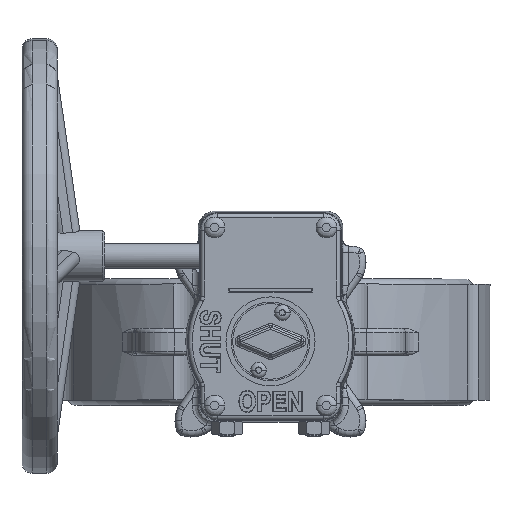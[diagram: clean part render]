
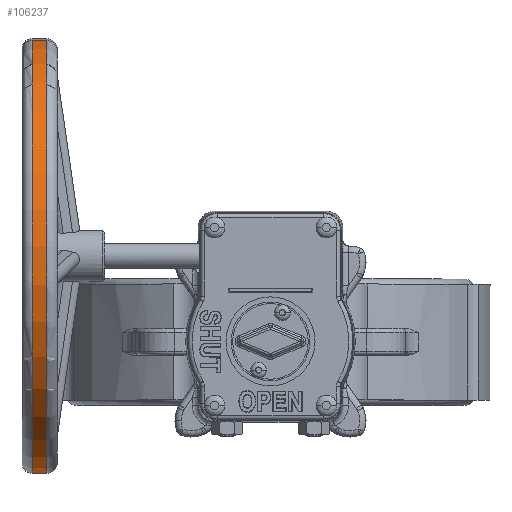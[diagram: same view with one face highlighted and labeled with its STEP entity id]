
A CAD part, top view. The second image highlights one B-rep face of the part: STEP entity #106237.
In plain terms, the highlighted cylindrical face has radius 105 mm (diameter 210 mm), a partial arc.
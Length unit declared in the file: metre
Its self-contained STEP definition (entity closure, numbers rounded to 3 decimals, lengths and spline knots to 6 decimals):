
#3146 = VERTEX_POINT ( 'NONE', #25989 ) ;
#9311 = DIRECTION ( 'NONE',  ( 0., 1., 0. ) ) ;
#9726 = CARTESIAN_POINT ( 'NONE',  ( 0., -0.002, 0. ) ) ;
#16467 = CARTESIAN_POINT ( 'NONE',  ( 0., 0.030391, 0.105 ) ) ;
#17447 = LINE ( 'NONE', #33384, #41737 ) ;
#20098 = AXIS2_PLACEMENT_3D ( 'NONE', #9726, #28436, #108564 ) ;
#23520 = CARTESIAN_POINT ( 'NONE',  ( 0., 0.005, 0.105 ) ) ;
#25989 = CARTESIAN_POINT ( 'NONE',  ( 0., 0.005, -0.105 ) ) ;
#26355 = DIRECTION ( 'NONE',  ( 0., 0., 1. ) ) ;
#28436 = DIRECTION ( 'NONE',  ( 0., 1., 0. ) ) ;
#33384 = CARTESIAN_POINT ( 'NONE',  ( 0., 0.030391, -0.105 ) ) ;
#35228 = EDGE_CURVE ( 'NONE', #54665, #111128, #84153, .T. ) ;
#38345 = EDGE_CURVE ( 'NONE', #69072, #54665, #47367, .T. ) ;
#39395 = DIRECTION ( 'NONE',  ( 0., 1., 0. ) ) ;
#41737 = VECTOR ( 'NONE', #111255, 1. ) ;
#44543 = ORIENTED_EDGE ( 'NONE', *, *, #85000, .F. ) ;
#47315 = VECTOR ( 'NONE', #59693, 1. ) ;
#47367 = CIRCLE ( 'NONE', #20098, 0.105 ) ;
#48389 = AXIS2_PLACEMENT_3D ( 'NONE', #84931, #9311, #26355 ) ;
#50555 = AXIS2_PLACEMENT_3D ( 'NONE', #58728, #39395, #57052 ) ;
#54665 = VERTEX_POINT ( 'NONE', #86151 ) ;
#57052 = DIRECTION ( 'NONE',  ( 0., 0., 1. ) ) ;
#58728 = CARTESIAN_POINT ( 'NONE',  ( 0., 0.005, 0. ) ) ;
#59693 = DIRECTION ( 'NONE',  ( 0., 1., 0. ) ) ;
#61927 = EDGE_CURVE ( 'NONE', #69072, #3146, #17447, .T. ) ;
#68329 = CARTESIAN_POINT ( 'NONE',  ( 0., -0.002, -0.105 ) ) ;
#69072 = VERTEX_POINT ( 'NONE', #68329 ) ;
#72748 = EDGE_LOOP ( 'NONE', ( #86695, #111620, #82592, #44543 ) ) ;
#82592 = ORIENTED_EDGE ( 'NONE', *, *, #35228, .T. ) ;
#84153 = LINE ( 'NONE', #16467, #47315 ) ;
#84931 = CARTESIAN_POINT ( 'NONE',  ( 0., 0.030391, 0. ) ) ;
#85000 = EDGE_CURVE ( 'NONE', #3146, #111128, #86820, .T. ) ;
#86151 = CARTESIAN_POINT ( 'NONE',  ( 0., -0.002, 0.105 ) ) ;
#86632 = CYLINDRICAL_SURFACE ( 'NONE', #48389, 0.105 ) ;
#86695 = ORIENTED_EDGE ( 'NONE', *, *, #61927, .F. ) ;
#86820 = CIRCLE ( 'NONE', #50555, 0.105 ) ;
#94006 = FACE_OUTER_BOUND ( 'NONE', #72748, .T. ) ;
#106237 = ADVANCED_FACE ( 'NONE', ( #94006 ), #86632, .T. ) ;
#108564 = DIRECTION ( 'NONE',  ( 0., 0., 1. ) ) ;
#111128 = VERTEX_POINT ( 'NONE', #23520 ) ;
#111255 = DIRECTION ( 'NONE',  ( 0., 1., 0. ) ) ;
#111620 = ORIENTED_EDGE ( 'NONE', *, *, #38345, .T. ) ;
